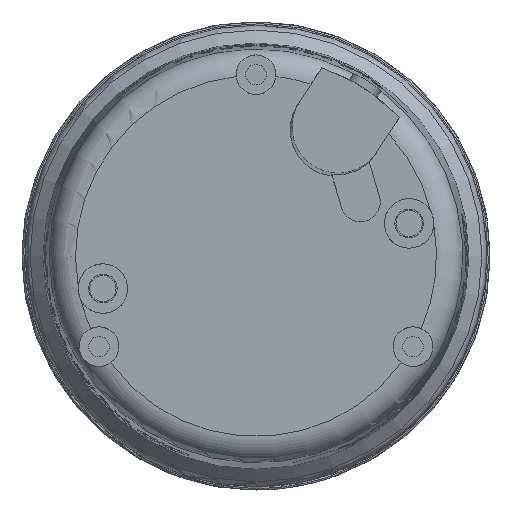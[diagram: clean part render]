
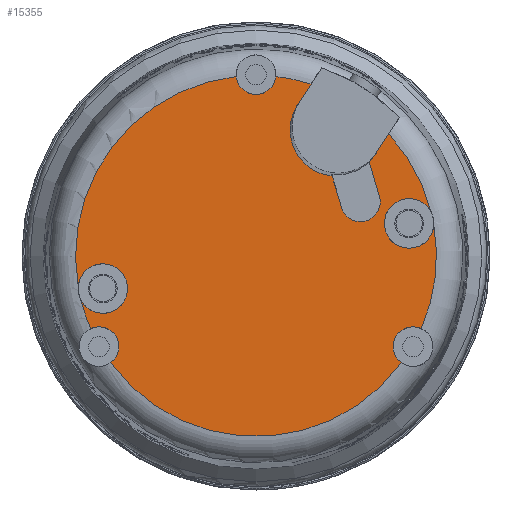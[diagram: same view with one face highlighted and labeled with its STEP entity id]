
A CAD part, front view. The second image highlights one B-rep face of the part: STEP entity #15355.
In plain terms, the highlighted planar face has unit normal (0, -1, 0).
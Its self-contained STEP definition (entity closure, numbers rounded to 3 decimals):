
#392=ELLIPSE('',#16855,14.019,14.);
#394=ELLIPSE('',#16859,14.019,14.);
#397=ELLIPSE('',#16862,14.019,14.);
#2001=FACE_OUTER_BOUND('',#2937,.T.);
#2937=EDGE_LOOP('',(#13595,#13596,#13597,#13598,#13599,#13600,#13601,#13602,
#13603,#13604,#13605,#13606,#13607,#13608,#13609,#13610,#13611,#13612,#13613,
#13614));
#3867=LINE('',#29427,#4859);
#3881=LINE('',#29566,#4873);
#3884=LINE('',#29614,#4876);
#3905=LINE('',#30273,#4897);
#4859=VECTOR('',#20731,1.);
#4873=VECTOR('',#20777,1.);
#4876=VECTOR('',#20788,1.);
#4897=VECTOR('',#21027,1.);
#5473=CIRCLE('',#16948,54.757);
#5474=CIRCLE('',#16949,54.757);
#5476=CIRCLE('',#16951,54.757);
#5477=CIRCLE('',#16952,54.757);
#5478=CIRCLE('',#16953,54.757);
#5480=CIRCLE('',#16955,54.757);
#5482=CIRCLE('',#16962,7.5);
#5483=CIRCLE('',#16963,7.5);
#5487=CIRCLE('',#16970,6.);
#5497=CIRCLE('',#16987,7.5);
#5502=CIRCLE('',#16995,6.);
#5505=CIRCLE('',#17000,6.);
#5508=CIRCLE('',#17005,6.);
#6842=VERTEX_POINT('',#29411);
#6843=VERTEX_POINT('',#29426);
#6867=VERTEX_POINT('',#29563);
#6868=VERTEX_POINT('',#29565);
#6871=VERTEX_POINT('',#29603);
#6873=VERTEX_POINT('',#29608);
#6875=VERTEX_POINT('',#29612);
#6876=VERTEX_POINT('',#29616);
#6933=VERTEX_POINT('',#30093);
#6934=VERTEX_POINT('',#30094);
#6936=VERTEX_POINT('',#30103);
#6937=VERTEX_POINT('',#30129);
#6938=VERTEX_POINT('',#30131);
#6939=VERTEX_POINT('',#30133);
#6941=VERTEX_POINT('',#30142);
#6944=VERTEX_POINT('',#30215);
#6945=VERTEX_POINT('',#30217);
#6946=VERTEX_POINT('',#30219);
#6948=VERTEX_POINT('',#30261);
#6952=VERTEX_POINT('',#30272);
#9021=EDGE_CURVE('',#6843,#6842,#3867,.T.);
#9053=EDGE_CURVE('',#6868,#6867,#3881,.T.);
#9058=EDGE_CURVE('',#6871,#6843,#392,.T.);
#9062=EDGE_CURVE('',#6873,#6875,#3884,.T.);
#9063=EDGE_CURVE('',#6876,#6871,#394,.T.);
#9066=EDGE_CURVE('',#6867,#6873,#397,.T.);
#9149=EDGE_CURVE('',#6933,#6934,#5473,.T.);
#9152=EDGE_CURVE('',#6937,#6936,#5474,.T.);
#9154=EDGE_CURVE('',#6939,#6938,#5476,.T.);
#9157=EDGE_CURVE('',#6842,#6941,#5477,.T.);
#9162=EDGE_CURVE('',#6944,#6868,#5478,.T.);
#9164=EDGE_CURVE('',#6946,#6945,#5480,.T.);
#9170=EDGE_CURVE('',#6945,#6948,#5482,.T.);
#9171=EDGE_CURVE('',#6948,#6944,#5483,.T.);
#9176=EDGE_CURVE('',#6952,#6876,#3905,.T.);
#9179=EDGE_CURVE('',#6875,#6952,#5487,.T.);
#9193=EDGE_CURVE('',#6938,#6937,#5497,.T.);
#9199=EDGE_CURVE('',#6934,#6946,#5502,.T.);
#9203=EDGE_CURVE('',#6936,#6933,#5505,.T.);
#9207=EDGE_CURVE('',#6941,#6939,#5508,.T.);
#13595=ORIENTED_EDGE('',*,*,#9170,.T.);
#13596=ORIENTED_EDGE('',*,*,#9171,.T.);
#13597=ORIENTED_EDGE('',*,*,#9162,.T.);
#13598=ORIENTED_EDGE('',*,*,#9053,.T.);
#13599=ORIENTED_EDGE('',*,*,#9066,.T.);
#13600=ORIENTED_EDGE('',*,*,#9062,.T.);
#13601=ORIENTED_EDGE('',*,*,#9179,.T.);
#13602=ORIENTED_EDGE('',*,*,#9176,.T.);
#13603=ORIENTED_EDGE('',*,*,#9063,.T.);
#13604=ORIENTED_EDGE('',*,*,#9058,.T.);
#13605=ORIENTED_EDGE('',*,*,#9021,.T.);
#13606=ORIENTED_EDGE('',*,*,#9157,.T.);
#13607=ORIENTED_EDGE('',*,*,#9207,.T.);
#13608=ORIENTED_EDGE('',*,*,#9154,.T.);
#13609=ORIENTED_EDGE('',*,*,#9193,.T.);
#13610=ORIENTED_EDGE('',*,*,#9152,.T.);
#13611=ORIENTED_EDGE('',*,*,#9203,.T.);
#13612=ORIENTED_EDGE('',*,*,#9149,.T.);
#13613=ORIENTED_EDGE('',*,*,#9199,.T.);
#13614=ORIENTED_EDGE('',*,*,#9164,.T.);
#14534=PLANE('',#17004);
#15355=ADVANCED_FACE('',(#2001),#14534,.T.);
#16855=AXIS2_PLACEMENT_3D('',#29605,#20780,#20781);
#16859=AXIS2_PLACEMENT_3D('',#29617,#20791,#20792);
#16862=AXIS2_PLACEMENT_3D('',#29621,#20797,#20798);
#16948=AXIS2_PLACEMENT_3D('',#30095,#20985,#20986);
#16949=AXIS2_PLACEMENT_3D('',#30130,#20987,#20988);
#16951=AXIS2_PLACEMENT_3D('',#30134,#20991,#20992);
#16952=AXIS2_PLACEMENT_3D('',#30168,#20993,#20994);
#16953=AXIS2_PLACEMENT_3D('',#30216,#20995,#20996);
#16955=AXIS2_PLACEMENT_3D('',#30220,#20999,#21000);
#16962=AXIS2_PLACEMENT_3D('',#30262,#21015,#21016);
#16963=AXIS2_PLACEMENT_3D('',#30263,#21017,#21018);
#16970=AXIS2_PLACEMENT_3D('',#30278,#21035,#21036);
#16987=AXIS2_PLACEMENT_3D('',#30308,#21073,#21074);
#16995=AXIS2_PLACEMENT_3D('',#30320,#21090,#21091);
#17000=AXIS2_PLACEMENT_3D('',#30328,#21101,#21102);
#17004=AXIS2_PLACEMENT_3D('',#30335,#21110,#21111);
#17005=AXIS2_PLACEMENT_3D('',#30336,#21112,#21113);
#20731=DIRECTION('',(0.545,0.,0.839));
#20777=DIRECTION('',(-0.545,0.,-0.839));
#20780=DIRECTION('center_axis',(0.,1.,0.));
#20781=DIRECTION('ref_axis',(-0.545,0.,-0.839));
#20788=DIRECTION('',(0.284,0.,-0.959));
#20791=DIRECTION('center_axis',(0.,1.,0.));
#20792=DIRECTION('ref_axis',(-0.545,0.,-0.839));
#20797=DIRECTION('center_axis',(0.,1.,0.));
#20798=DIRECTION('ref_axis',(-0.545,0.,-0.839));
#20985=DIRECTION('center_axis',(0.,-1.,0.));
#20986=DIRECTION('ref_axis',(1.,0.,0.));
#20987=DIRECTION('center_axis',(0.,-1.,0.));
#20988=DIRECTION('ref_axis',(1.,0.,0.));
#20991=DIRECTION('center_axis',(0.,-1.,0.));
#20992=DIRECTION('ref_axis',(1.,0.,0.));
#20993=DIRECTION('center_axis',(0.,-1.,0.));
#20994=DIRECTION('ref_axis',(1.,0.,0.));
#20995=DIRECTION('center_axis',(0.,-1.,0.));
#20996=DIRECTION('ref_axis',(1.,0.,0.));
#20999=DIRECTION('center_axis',(0.,-1.,0.));
#21000=DIRECTION('ref_axis',(1.,0.,0.));
#21015=DIRECTION('center_axis',(0.,1.,0.));
#21016=DIRECTION('ref_axis',(1.,0.,0.));
#21017=DIRECTION('center_axis',(0.,1.,0.));
#21018=DIRECTION('ref_axis',(1.,0.,0.));
#21027=DIRECTION('',(-0.284,0.,0.959));
#21035=DIRECTION('center_axis',(0.,1.,0.));
#21036=DIRECTION('ref_axis',(1.,0.,0.));
#21073=DIRECTION('center_axis',(0.,1.,0.));
#21074=DIRECTION('ref_axis',(1.,0.,0.));
#21090=DIRECTION('center_axis',(0.,1.,0.));
#21091=DIRECTION('ref_axis',(-0.5,0.,-0.866));
#21101=DIRECTION('center_axis',(0.,1.,0.));
#21102=DIRECTION('ref_axis',(-0.5,0.,0.866));
#21110=DIRECTION('center_axis',(0.,-1.,0.));
#21111=DIRECTION('ref_axis',(0.,0.,-1.));
#21112=DIRECTION('center_axis',(0.,1.,0.));
#21113=DIRECTION('ref_axis',(1.,0.,0.));
#29411=CARTESIAN_POINT('',(16.694,-33.5,52.15));
#29426=CARTESIAN_POINT('',(12.696,-33.5,45.994));
#29427=CARTESIAN_POINT('',(4.658,-33.5,33.618));
#29563=CARTESIAN_POINT('',(36.104,-33.5,30.631));
#29565=CARTESIAN_POINT('',(40.292,-33.5,37.079));
#29566=CARTESIAN_POINT('',(31.447,-33.5,23.459));
#29603=CARTESIAN_POINT('',(12.622,-33.5,45.881));
#29605=CARTESIAN_POINT('Origin',(24.363,-33.5,38.256));
#29608=CARTESIAN_POINT('',(34.383,-33.5,28.477));
#29612=CARTESIAN_POINT('',(37.453,-33.5,18.103));
#29614=CARTESIAN_POINT('',(39.508,-33.5,11.162));
#29616=CARTESIAN_POINT('',(23.105,-33.5,24.298));
#29617=CARTESIAN_POINT('Origin',(24.363,-33.5,38.256));
#29621=CARTESIAN_POINT('Origin',(24.363,-33.5,38.256));
#30093=CARTESIAN_POINT('',(-44.151,-33.5,-32.388));
#30094=CARTESIAN_POINT('',(44.151,-33.5,-32.388));
#30095=CARTESIAN_POINT('Origin',(0.,-33.5,0.));
#30103=CARTESIAN_POINT('',(-50.124,-33.5,-22.042));
#30129=CARTESIAN_POINT('',(-53.101,-33.5,-13.366));
#30130=CARTESIAN_POINT('Origin',(0.,-33.5,0.));
#30131=CARTESIAN_POINT('',(-53.946,-33.5,-9.388));
#30133=CARTESIAN_POINT('',(-5.973,-33.5,54.43));
#30134=CARTESIAN_POINT('Origin',(0.,-33.5,0.));
#30142=CARTESIAN_POINT('',(5.973,-33.5,54.43));
#30168=CARTESIAN_POINT('Origin',(0.,-33.5,0.));
#30215=CARTESIAN_POINT('',(53.101,-33.5,13.366));
#30216=CARTESIAN_POINT('Origin',(0.,-33.5,0.));
#30217=CARTESIAN_POINT('',(53.946,-33.5,9.388));
#30219=CARTESIAN_POINT('',(50.124,-33.5,-22.042));
#30220=CARTESIAN_POINT('Origin',(0.,-33.5,0.));
#30261=CARTESIAN_POINT('',(38.962,-33.5,9.876));
#30262=CARTESIAN_POINT('Origin',(46.462,-33.5,9.876));
#30263=CARTESIAN_POINT('Origin',(46.462,-33.5,9.876));
#30272=CARTESIAN_POINT('',(25.947,-33.5,14.697));
#30273=CARTESIAN_POINT('',(26.298,-33.5,13.51));
#30278=CARTESIAN_POINT('Origin',(31.7,-33.5,16.4));
#30308=CARTESIAN_POINT('Origin',(-46.462,-33.5,-9.876));
#30320=CARTESIAN_POINT('Origin',(47.631,-33.5,-27.5));
#30328=CARTESIAN_POINT('Origin',(-47.631,-33.5,-27.5));
#30335=CARTESIAN_POINT('Origin',(27.3,-33.5,0.));
#30336=CARTESIAN_POINT('Origin',(0.,-33.5,55.));
